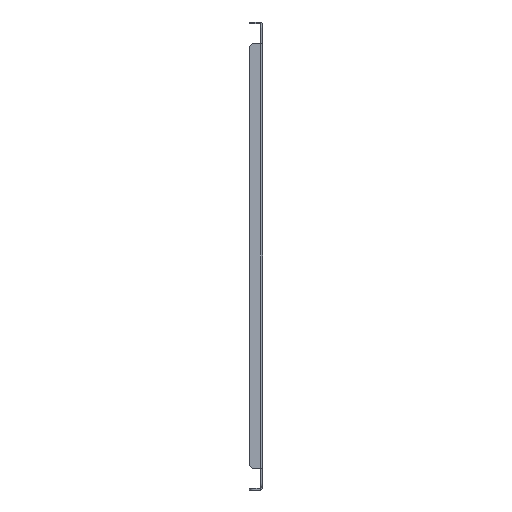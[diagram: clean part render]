
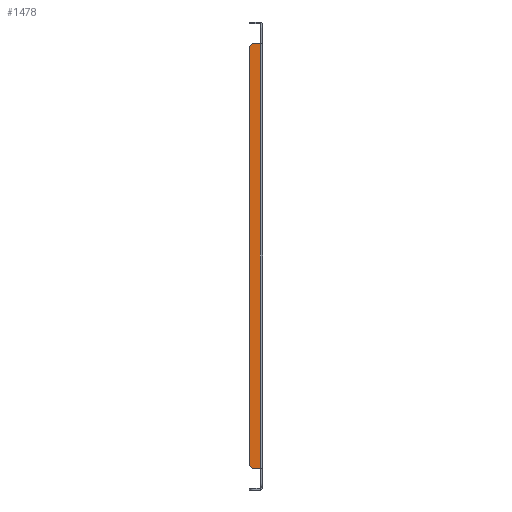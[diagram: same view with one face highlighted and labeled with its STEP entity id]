
A CAD part, left-side view. The second image highlights one B-rep face of the part: STEP entity #1478.
In plain terms, the highlighted planar face has unit normal (-1, 0, 0).
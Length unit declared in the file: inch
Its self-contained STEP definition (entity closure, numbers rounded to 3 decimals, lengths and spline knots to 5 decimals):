
#33 = CARTESIAN_POINT ( 'NONE',  ( -19.5, 0.125, 12.24842 ) ) ;
#91 = CARTESIAN_POINT ( 'NONE',  ( -19.5, 0.75, -11.99842 ) ) ;
#128 = LINE ( 'NONE', #753, #734 ) ;
#158 = CARTESIAN_POINT ( 'NONE',  ( -19.5, 0.75, 11.99842 ) ) ;
#208 = DIRECTION ( 'NONE',  ( 0., 0., -1. ) ) ;
#221 = VERTEX_POINT ( 'NONE', #1151 ) ;
#239 = VERTEX_POINT ( 'NONE', #1316 ) ;
#249 = DIRECTION ( 'NONE',  ( 0., -1., 0. ) ) ;
#257 = FACE_OUTER_BOUND ( 'NONE', #752, .T. ) ;
#259 = LINE ( 'NONE', #33, #719 ) ;
#295 = DIRECTION ( 'NONE',  ( 1., 0., 0. ) ) ;
#352 = DIRECTION ( 'NONE',  ( 0., 0., -1. ) ) ;
#381 = CIRCLE ( 'NONE', #856, 0.25 ) ;
#390 = ORIENTED_EDGE ( 'NONE', *, *, #1003, .F. ) ;
#406 = CARTESIAN_POINT ( 'NONE',  ( -19.5, 0.125, -12.24842 ) ) ;
#437 = DIRECTION ( 'NONE',  ( 0., 1., 0. ) ) ;
#475 = LINE ( 'NONE', #406, #1774 ) ;
#499 = CIRCLE ( 'NONE', #2007, 0.25 ) ;
#514 = ORIENTED_EDGE ( 'NONE', *, *, #853, .T. ) ;
#591 = AXIS2_PLACEMENT_3D ( 'NONE', #1843, #295, #437 ) ;
#618 = EDGE_CURVE ( 'NONE', #1587, #221, #499, .T. ) ;
#698 = ORIENTED_EDGE ( 'NONE', *, *, #618, .F. ) ;
#719 = VECTOR ( 'NONE', #352, 39.37008 ) ;
#734 = VECTOR ( 'NONE', #931, 39.37008 ) ;
#752 = EDGE_LOOP ( 'NONE', ( #1461, #514, #390, #1670, #698, #1286 ) ) ;
#753 = CARTESIAN_POINT ( 'NONE',  ( -19.5, 0.125, 12.24842 ) ) ;
#853 = EDGE_CURVE ( 'NONE', #239, #1951, #475, .T. ) ;
#856 = AXIS2_PLACEMENT_3D ( 'NONE', #1122, #1298, #208 ) ;
#891 = DIRECTION ( 'NONE',  ( 0., 0., -1. ) ) ;
#897 = PLANE ( 'NONE',  #591 ) ;
#931 = DIRECTION ( 'NONE',  ( 0., 1., 0. ) ) ;
#953 = CARTESIAN_POINT ( 'NONE',  ( -19.5, 0.125, -12.24842 ) ) ;
#972 = VECTOR ( 'NONE', #1866, 39.37008 ) ;
#1003 = EDGE_CURVE ( 'NONE', #1824, #1951, #259, .T. ) ;
#1029 = EDGE_CURVE ( 'NONE', #239, #1321, #381, .T. ) ;
#1122 = CARTESIAN_POINT ( 'NONE',  ( -19.5, 0.5, -11.99842 ) ) ;
#1151 = CARTESIAN_POINT ( 'NONE',  ( -19.5, 0.5, 12.24842 ) ) ;
#1214 = EDGE_CURVE ( 'NONE', #1321, #1587, #1597, .T. ) ;
#1252 = CARTESIAN_POINT ( 'NONE',  ( -19.5, 0.75, 13.375 ) ) ;
#1286 = ORIENTED_EDGE ( 'NONE', *, *, #1214, .F. ) ;
#1298 = DIRECTION ( 'NONE',  ( 1., 0., 0. ) ) ;
#1316 = CARTESIAN_POINT ( 'NONE',  ( -19.5, 0.5, -12.24842 ) ) ;
#1321 = VERTEX_POINT ( 'NONE', #91 ) ;
#1366 = CARTESIAN_POINT ( 'NONE',  ( -19.5, 0.5, 11.99842 ) ) ;
#1461 = ORIENTED_EDGE ( 'NONE', *, *, #1029, .F. ) ;
#1478 = ADVANCED_FACE ( 'NONE', ( #257 ), #897, .F. ) ;
#1518 = DIRECTION ( 'NONE',  ( 1., 0., 0. ) ) ;
#1587 = VERTEX_POINT ( 'NONE', #158 ) ;
#1597 = LINE ( 'NONE', #1252, #972 ) ;
#1670 = ORIENTED_EDGE ( 'NONE', *, *, #1807, .T. ) ;
#1718 = CARTESIAN_POINT ( 'NONE',  ( -19.5, 0.125, 12.24842 ) ) ;
#1774 = VECTOR ( 'NONE', #249, 39.37008 ) ;
#1807 = EDGE_CURVE ( 'NONE', #1824, #221, #128, .T. ) ;
#1824 = VERTEX_POINT ( 'NONE', #1718 ) ;
#1843 = CARTESIAN_POINT ( 'NONE',  ( -19.5, 0.09379, 13.375 ) ) ;
#1866 = DIRECTION ( 'NONE',  ( 0., 0., 1. ) ) ;
#1951 = VERTEX_POINT ( 'NONE', #953 ) ;
#2007 = AXIS2_PLACEMENT_3D ( 'NONE', #1366, #1518, #891 ) ;
